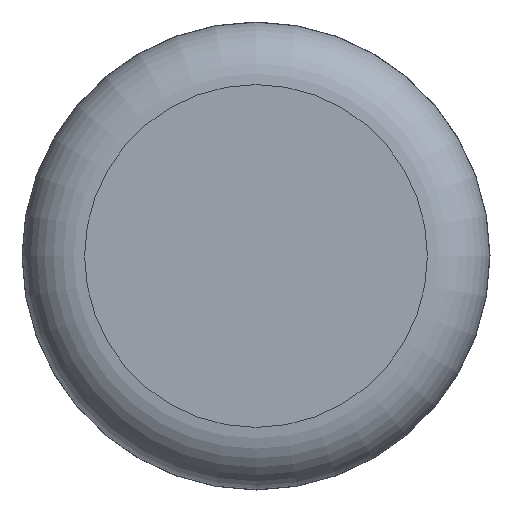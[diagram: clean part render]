
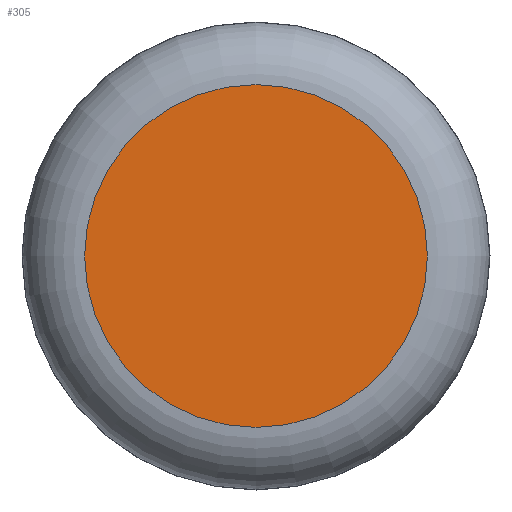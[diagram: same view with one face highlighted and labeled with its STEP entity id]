
A CAD part, left-side view. The second image highlights one B-rep face of the part: STEP entity #305.
In plain terms, the highlighted planar face has unit normal (-1, 0, 0).
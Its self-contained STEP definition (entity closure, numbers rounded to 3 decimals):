
#56=FACE_OUTER_BOUND('',#77,.T.);
#77=EDGE_LOOP('',(#245,#246));
#110=CIRCLE('',#359,0.55);
#111=CIRCLE('',#360,0.55);
#146=VERTEX_POINT('',#554);
#147=VERTEX_POINT('',#556);
#184=EDGE_CURVE('',#146,#147,#110,.T.);
#185=EDGE_CURVE('',#147,#146,#111,.T.);
#245=ORIENTED_EDGE('',*,*,#185,.F.);
#246=ORIENTED_EDGE('',*,*,#184,.F.);
#293=PLANE('',#361);
#305=ADVANCED_FACE('',(#56),#293,.T.);
#359=AXIS2_PLACEMENT_3D('',#557,#450,#451);
#360=AXIS2_PLACEMENT_3D('',#558,#452,#453);
#361=AXIS2_PLACEMENT_3D('',#559,#454,#455);
#450=DIRECTION('center_axis',(1.,0.,0.));
#451=DIRECTION('ref_axis',(0.,-1.,0.));
#452=DIRECTION('center_axis',(1.,0.,0.));
#453=DIRECTION('ref_axis',(0.,-1.,0.));
#454=DIRECTION('center_axis',(-1.,0.,0.));
#455=DIRECTION('ref_axis',(0.,0.,1.));
#554=CARTESIAN_POINT('',(-1.7,0.,1.3));
#556=CARTESIAN_POINT('',(-1.7,0.55,0.75));
#557=CARTESIAN_POINT('Origin',(-1.7,0.,0.75));
#558=CARTESIAN_POINT('Origin',(-1.7,0.,0.75));
#559=CARTESIAN_POINT('Origin',(-1.7,0.75,0.75));
